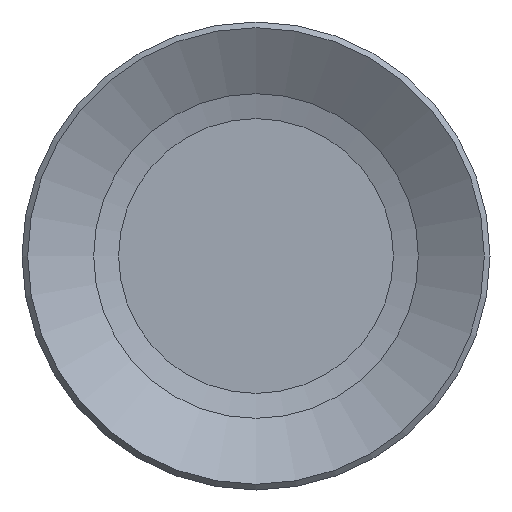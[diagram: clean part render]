
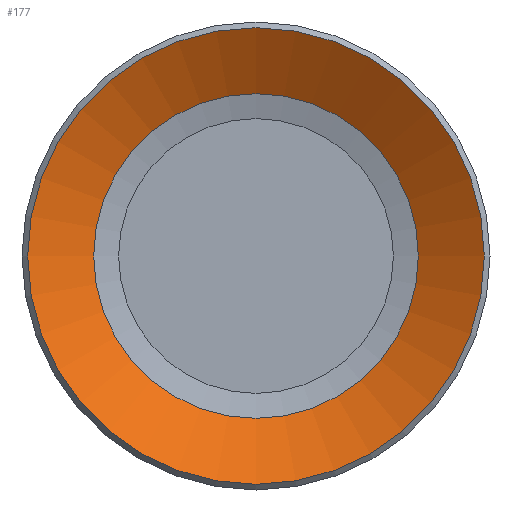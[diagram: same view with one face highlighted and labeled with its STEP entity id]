
A CAD part, front view. The second image highlights one B-rep face of the part: STEP entity #177.
In plain terms, the highlighted conical face has half-angle 58.547 degrees and reference radius 30 mm.
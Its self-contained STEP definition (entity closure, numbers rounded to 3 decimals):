
#22=CONICAL_SURFACE('',#213,30.,1.022);
#43=ORIENTED_EDGE('',*,*,#68,.F.);
#44=ORIENTED_EDGE('',*,*,#67,.T.);
#67=EDGE_CURVE('',#82,#82,#97,.T.);
#68=EDGE_CURVE('',#83,#83,#98,.T.);
#82=VERTEX_POINT('',#315);
#83=VERTEX_POINT('',#318);
#97=CIRCLE('',#212,30.);
#98=CIRCLE('',#214,21.335);
#118=EDGE_LOOP('',(#43));
#119=EDGE_LOOP('',(#44));
#148=FACE_BOUND('',#118,.T.);
#149=FACE_BOUND('',#119,.T.);
#177=ADVANCED_FACE('',(#148,#149),#22,.F.);
#212=AXIS2_PLACEMENT_3D('',#314,#257,#258);
#213=AXIS2_PLACEMENT_3D('',#316,#259,#260);
#214=AXIS2_PLACEMENT_3D('',#317,#261,#262);
#257=DIRECTION('',(0.,-1.,0.));
#258=DIRECTION('',(0.,0.,-1.));
#259=DIRECTION('',(0.,-1.,0.));
#260=DIRECTION('',(0.,0.,-1.));
#261=DIRECTION('',(0.,-1.,0.));
#262=DIRECTION('',(0.,0.,-1.));
#314=CARTESIAN_POINT('',(0.,0.,0.));
#315=CARTESIAN_POINT('',(0.,0.,-30.));
#316=CARTESIAN_POINT('',(0.,0.,0.));
#317=CARTESIAN_POINT('',(0.,5.3,0.));
#318=CARTESIAN_POINT('',(0.,5.3,-21.335));
